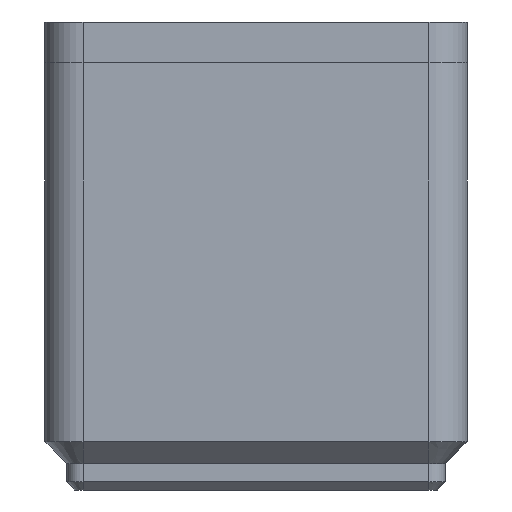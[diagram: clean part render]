
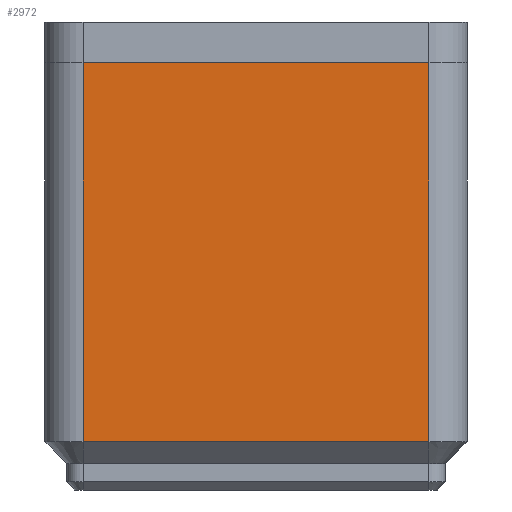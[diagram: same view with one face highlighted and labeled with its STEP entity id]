
A CAD part, front view. The second image highlights one B-rep face of the part: STEP entity #2972.
In plain terms, the highlighted planar face has unit normal (0, -1, 0).
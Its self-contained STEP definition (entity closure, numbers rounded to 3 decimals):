
#2129 = VERTEX_POINT('',#2130);
#2130 = CARTESIAN_POINT('',(-17.,-20.75,0.));
#2267 = EDGE_CURVE('',#2268,#2129,#2270,.T.);
#2268 = VERTEX_POINT('',#2269);
#2269 = CARTESIAN_POINT('',(-17.,-20.75,-37.25));
#2270 = LINE('',#2271,#2272);
#2271 = CARTESIAN_POINT('',(-17.,-20.75,-37.25));
#2272 = VECTOR('',#2273,1.);
#2273 = DIRECTION('',(0.,0.,1.));
#2827 = EDGE_CURVE('',#2129,#2828,#2830,.T.);
#2828 = VERTEX_POINT('',#2829);
#2829 = CARTESIAN_POINT('',(17.,-20.75,0.));
#2830 = LINE('',#2831,#2832);
#2831 = CARTESIAN_POINT('',(17.,-20.75,0.));
#2832 = VECTOR('',#2833,1.);
#2833 = DIRECTION('',(1.,0.,0.));
#2972 = ADVANCED_FACE('',(#2973),#2991,.T.);
#2973 = FACE_BOUND('',#2974,.T.);
#2974 = EDGE_LOOP('',(#2975,#2983,#2984,#2985));
#2975 = ORIENTED_EDGE('',*,*,#2976,.T.);
#2976 = EDGE_CURVE('',#2977,#2828,#2979,.T.);
#2977 = VERTEX_POINT('',#2978);
#2978 = CARTESIAN_POINT('',(17.,-20.75,-37.25));
#2979 = LINE('',#2980,#2981);
#2980 = CARTESIAN_POINT('',(17.,-20.75,-37.25));
#2981 = VECTOR('',#2982,1.);
#2982 = DIRECTION('',(0.,0.,1.));
#2983 = ORIENTED_EDGE('',*,*,#2827,.F.);
#2984 = ORIENTED_EDGE('',*,*,#2267,.F.);
#2985 = ORIENTED_EDGE('',*,*,#2986,.F.);
#2986 = EDGE_CURVE('',#2977,#2268,#2987,.T.);
#2987 = LINE('',#2988,#2989);
#2988 = CARTESIAN_POINT('',(17.,-20.75,-37.25));
#2989 = VECTOR('',#2990,1.);
#2990 = DIRECTION('',(-1.,0.,0.));
#2991 = PLANE('',#2992);
#2992 = AXIS2_PLACEMENT_3D('',#2993,#2994,#2995);
#2993 = CARTESIAN_POINT('',(17.,-20.75,-37.25));
#2994 = DIRECTION('',(0.,-1.,0.));
#2995 = DIRECTION('',(-1.,0.,0.));
